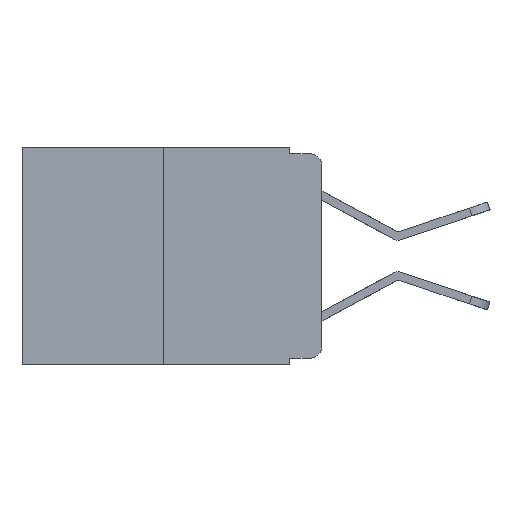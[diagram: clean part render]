
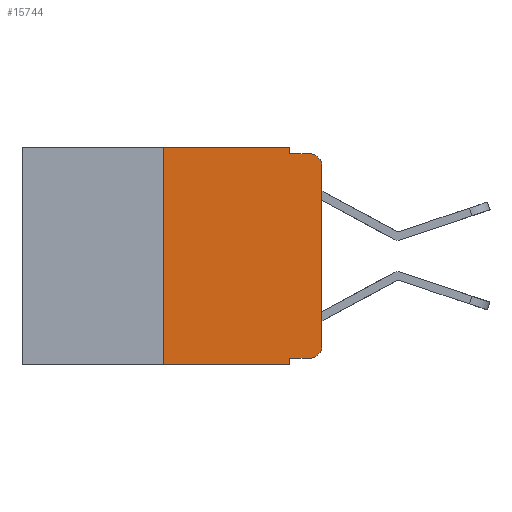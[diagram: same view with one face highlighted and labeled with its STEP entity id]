
A CAD part, left-side view. The second image highlights one B-rep face of the part: STEP entity #15744.
In plain terms, the highlighted planar face has unit normal (-1, 0, 0).
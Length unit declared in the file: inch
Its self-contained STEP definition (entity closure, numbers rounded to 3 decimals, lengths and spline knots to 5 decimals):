
#661 = VERTEX_POINT ( 'NONE', #6575 ) ;
#691 = DIRECTION ( 'NONE',  ( 0., -1., 0. ) ) ;
#845 = CIRCLE ( 'NONE', #5470, 0.02 ) ;
#919 = AXIS2_PLACEMENT_3D ( 'NONE', #2592, #3043, #3006 ) ;
#1515 = CARTESIAN_POINT ( 'NONE',  ( 0., 0.25, 0. ) ) ;
#1806 = CARTESIAN_POINT ( 'NONE',  ( 0., 0.02, -0.01 ) ) ;
#1917 = EDGE_CURVE ( 'NONE', #7409, #1961, #16243, .T. ) ;
#1961 = VERTEX_POINT ( 'NONE', #1806 ) ;
#2287 = EDGE_LOOP ( 'NONE', ( #15613, #18780, #6715, #8791, #15832, #7432, #11537, #12098, #4584, #17660 ) ) ;
#2592 = CARTESIAN_POINT ( 'NONE',  ( 0., 0.02, -0.03 ) ) ;
#2974 = VERTEX_POINT ( 'NONE', #5632 ) ;
#3003 = EDGE_CURVE ( 'NONE', #11720, #7409, #8526, .T. ) ;
#3006 = DIRECTION ( 'NONE',  ( 0., 0., -1. ) ) ;
#3043 = DIRECTION ( 'NONE',  ( -1., 0., 0. ) ) ;
#3353 = CARTESIAN_POINT ( 'NONE',  ( 0., 0.051, -0.333 ) ) ;
#3726 = VERTEX_POINT ( 'NONE', #17058 ) ;
#3999 = VECTOR ( 'NONE', #11057, 39.37008 ) ;
#4013 = CARTESIAN_POINT ( 'NONE',  ( 0., 0.051, 0. ) ) ;
#4299 = CARTESIAN_POINT ( 'NONE',  ( 0., 0., -0.03 ) ) ;
#4358 = CARTESIAN_POINT ( 'NONE',  ( 0., 0.02, -0.333 ) ) ;
#4533 = VERTEX_POINT ( 'NONE', #4358 ) ;
#4584 = ORIENTED_EDGE ( 'NONE', *, *, #14332, .T. ) ;
#4656 = VECTOR ( 'NONE', #16713, 39.37008 ) ;
#4732 = DIRECTION ( 'NONE',  ( 0., 0., 1. ) ) ;
#5024 = VERTEX_POINT ( 'NONE', #17545 ) ;
#5470 = AXIS2_PLACEMENT_3D ( 'NONE', #5508, #15787, #7065 ) ;
#5508 = CARTESIAN_POINT ( 'NONE',  ( 0., 0.02, -0.313 ) ) ;
#5632 = CARTESIAN_POINT ( 'NONE',  ( 0., 0.051, -0.343 ) ) ;
#6575 = CARTESIAN_POINT ( 'NONE',  ( 0., 0.25, 0. ) ) ;
#6633 = CARTESIAN_POINT ( 'NONE',  ( 0., 0.051, 0. ) ) ;
#6715 = ORIENTED_EDGE ( 'NONE', *, *, #19148, .F. ) ;
#6748 = CARTESIAN_POINT ( 'NONE',  ( 0., 0.473, 0. ) ) ;
#7065 = DIRECTION ( 'NONE',  ( 0., 0., -1. ) ) ;
#7066 = DIRECTION ( 'NONE',  ( 0., 0., -1. ) ) ;
#7409 = VERTEX_POINT ( 'NONE', #4299 ) ;
#7432 = ORIENTED_EDGE ( 'NONE', *, *, #16261, .F. ) ;
#7680 = CARTESIAN_POINT ( 'NONE',  ( 0., 0., 0. ) ) ;
#7968 = LINE ( 'NONE', #3353, #14745 ) ;
#8084 = CARTESIAN_POINT ( 'NONE',  ( 0., 0.25, -0.343 ) ) ;
#8185 = DIRECTION ( 'NONE',  ( 0., 0., -1. ) ) ;
#8293 = DIRECTION ( 'NONE',  ( 0., 0., -1. ) ) ;
#8327 = AXIS2_PLACEMENT_3D ( 'NONE', #6748, #16931, #8293 ) ;
#8351 = VERTEX_POINT ( 'NONE', #8084 ) ;
#8526 = LINE ( 'NONE', #7680, #3999 ) ;
#8729 = LINE ( 'NONE', #13884, #4656 ) ;
#8791 = ORIENTED_EDGE ( 'NONE', *, *, #17205, .F. ) ;
#10460 = VECTOR ( 'NONE', #691, 39.37008 ) ;
#11057 = DIRECTION ( 'NONE',  ( 0., 0., 1. ) ) ;
#11231 = CARTESIAN_POINT ( 'NONE',  ( 0., 0.473, 0. ) ) ;
#11410 = VECTOR ( 'NONE', #12691, 39.37008 ) ;
#11537 = ORIENTED_EDGE ( 'NONE', *, *, #12957, .T. ) ;
#11720 = VERTEX_POINT ( 'NONE', #18473 ) ;
#12098 = ORIENTED_EDGE ( 'NONE', *, *, #15270, .F. ) ;
#12136 = VECTOR ( 'NONE', #7066, 39.37008 ) ;
#12324 = LINE ( 'NONE', #6633, #16073 ) ;
#12385 = FACE_OUTER_BOUND ( 'NONE', #2287, .T. ) ;
#12482 = EDGE_CURVE ( 'NONE', #4533, #11720, #845, .T. ) ;
#12691 = DIRECTION ( 'NONE',  ( 0., -1., 0. ) ) ;
#12904 = CARTESIAN_POINT ( 'NONE',  ( 0., 0.051, -0.333 ) ) ;
#12957 = EDGE_CURVE ( 'NONE', #8351, #2974, #8729, .T. ) ;
#13805 = DIRECTION ( 'NONE',  ( 0., -1., 0. ) ) ;
#13884 = CARTESIAN_POINT ( 'NONE',  ( 0., 0.473, -0.343 ) ) ;
#14078 = PLANE ( 'NONE',  #8327 ) ;
#14326 = CARTESIAN_POINT ( 'NONE',  ( 0., 0.051, -0.01 ) ) ;
#14332 = EDGE_CURVE ( 'NONE', #15238, #4533, #7968, .T. ) ;
#14745 = VECTOR ( 'NONE', #13805, 39.37008 ) ;
#15238 = VERTEX_POINT ( 'NONE', #12904 ) ;
#15270 = EDGE_CURVE ( 'NONE', #15238, #2974, #15883, .T. ) ;
#15613 = ORIENTED_EDGE ( 'NONE', *, *, #3003, .T. ) ;
#15615 = LINE ( 'NONE', #11231, #11410 ) ;
#15651 = VECTOR ( 'NONE', #4732, 39.37008 ) ;
#15744 = ADVANCED_FACE ( 'NONE', ( #12385 ), #14078, .F. ) ;
#15787 = DIRECTION ( 'NONE',  ( -1., 0., 0. ) ) ;
#15832 = ORIENTED_EDGE ( 'NONE', *, *, #17238, .F. ) ;
#15883 = LINE ( 'NONE', #4013, #12136 ) ;
#16073 = VECTOR ( 'NONE', #8185, 39.37008 ) ;
#16243 = CIRCLE ( 'NONE', #919, 0.02 ) ;
#16261 = EDGE_CURVE ( 'NONE', #8351, #661, #19479, .T. ) ;
#16713 = DIRECTION ( 'NONE',  ( 0., -1., 0. ) ) ;
#16931 = DIRECTION ( 'NONE',  ( 1., 0., 0. ) ) ;
#17058 = CARTESIAN_POINT ( 'NONE',  ( 0., 0.051, -0.01 ) ) ;
#17205 = EDGE_CURVE ( 'NONE', #5024, #3726, #12324, .T. ) ;
#17238 = EDGE_CURVE ( 'NONE', #661, #5024, #15615, .T. ) ;
#17545 = CARTESIAN_POINT ( 'NONE',  ( 0., 0.051, 0. ) ) ;
#17660 = ORIENTED_EDGE ( 'NONE', *, *, #12482, .T. ) ;
#18473 = CARTESIAN_POINT ( 'NONE',  ( 0., 0., -0.313 ) ) ;
#18555 = LINE ( 'NONE', #14326, #10460 ) ;
#18780 = ORIENTED_EDGE ( 'NONE', *, *, #1917, .T. ) ;
#19148 = EDGE_CURVE ( 'NONE', #3726, #1961, #18555, .T. ) ;
#19479 = LINE ( 'NONE', #1515, #15651 ) ;
